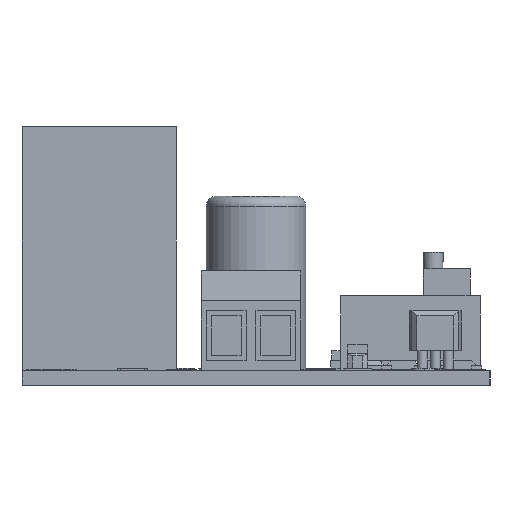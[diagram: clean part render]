
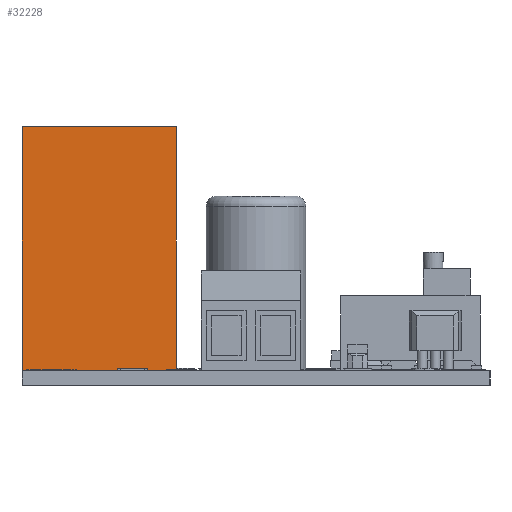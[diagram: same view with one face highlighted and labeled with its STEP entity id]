
A CAD part, left-side view. The second image highlights one B-rep face of the part: STEP entity #32228.
In plain terms, the highlighted planar face has unit normal (-1, 0, 0).
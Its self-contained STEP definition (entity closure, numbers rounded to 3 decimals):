
#510=PLANE('',#35256);
#1647=LINE('',#49409,#4382);
#1767=LINE('',#49664,#4502);
#1805=LINE('',#49749,#4540);
#1806=LINE('',#49750,#4541);
#4382=VECTOR('',#40560,10.);
#4502=VECTOR('',#40730,10.);
#4540=VECTOR('',#40830,10.);
#4541=VECTOR('',#40831,10.);
#7691=FACE_OUTER_BOUND('',#9277,.T.);
#9277=EDGE_LOOP('',(#23964,#23965,#23966,#23967));
#13598=VERTEX_POINT('',#49406);
#13599=VERTEX_POINT('',#49408);
#13709=VERTEX_POINT('',#49663);
#13725=VERTEX_POINT('',#49748);
#17315=EDGE_CURVE('',#13598,#13599,#1647,.T.);
#17445=EDGE_CURVE('',#13599,#13709,#1767,.T.);
#17485=EDGE_CURVE('',#13725,#13598,#1805,.T.);
#17486=EDGE_CURVE('',#13725,#13709,#1806,.T.);
#23964=ORIENTED_EDGE('',*,*,#17485,.F.);
#23965=ORIENTED_EDGE('',*,*,#17486,.T.);
#23966=ORIENTED_EDGE('',*,*,#17445,.F.);
#23967=ORIENTED_EDGE('',*,*,#17315,.F.);
#32228=ADVANCED_FACE('',(#7691),#510,.T.);
#35256=AXIS2_PLACEMENT_3D('',#49747,#40828,#40829);
#40560=DIRECTION('',(0.,0.,1.));
#40730=DIRECTION('',(0.,-1.,0.));
#40828=DIRECTION('center_axis',(-1.,0.,0.));
#40829=DIRECTION('ref_axis',(0.,-1.,0.));
#40830=DIRECTION('',(0.,1.,0.));
#40831=DIRECTION('',(0.,0.,1.));
#49406=CARTESIAN_POINT('',(-24.,23.5,1.5));
#49408=CARTESIAN_POINT('',(-24.,23.5,26.));
#49409=CARTESIAN_POINT('',(-24.,23.5,1.5));
#49663=CARTESIAN_POINT('',(-24.,8.,26.));
#49664=CARTESIAN_POINT('',(-24.,23.5,26.));
#49747=CARTESIAN_POINT('Origin',(-24.,23.5,1.5));
#49748=CARTESIAN_POINT('',(-24.,8.,1.5));
#49749=CARTESIAN_POINT('',(-24.,11.75,1.5));
#49750=CARTESIAN_POINT('',(-24.,8.,1.5));
